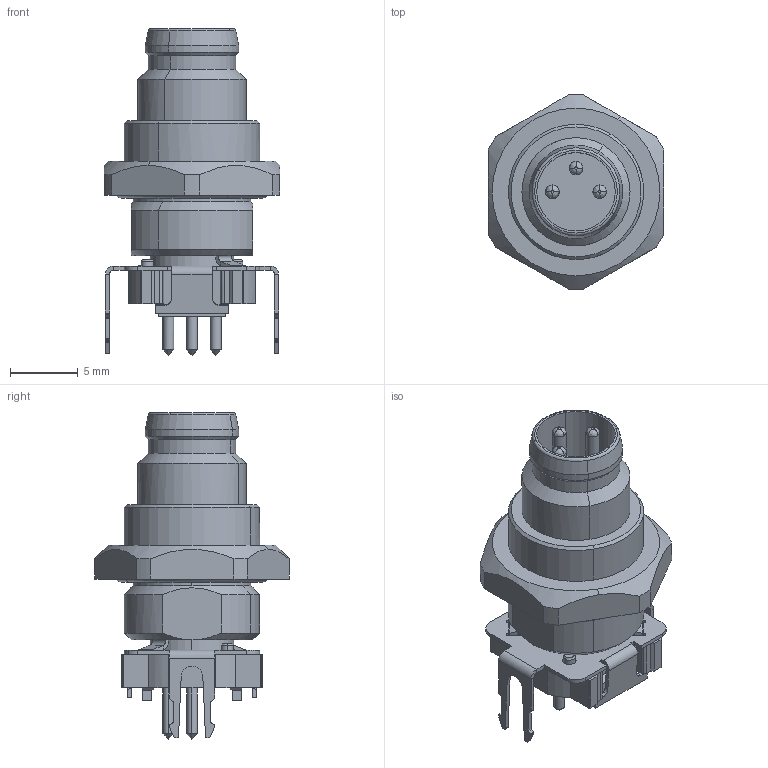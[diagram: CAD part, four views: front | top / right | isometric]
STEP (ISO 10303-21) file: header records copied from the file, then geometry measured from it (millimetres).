
FILE_DESCRIPTION(('CATIA V5R24 STEP','CAx-IF Rec.Pracs.--- Model Styling and Organization---1.2---2011-12-15'),'2;1');
FILE_NAME ('D1461889_0_2423430000_2423430000.stp','2017-08-29T12:17:45+00:00',('none'),('Weidmueller'),'CATIA Version 5-6 Release 2014 SP4 HF52','CATIA V5 STEP AP214','none');
FILE_SCHEMA(('AUTOMOTIVE_DESIGN { 1 0 10303 214 1 1 1 1 }'));
Length unit declared in the file: millimetre
Products named in the file (1): 2423430000
Bounding box: 13 x 14.39 x 24.15 mm (x, y, z)
Volume: 1318.8 mm3; surface area: 2073.3 mm2
Topology: 3 solids, 3 shells, 413 faces, 1107 edges, 706 vertices
Faces by surface type: plane 195, cylinder 174, cone 26, bspline 12, torus 6
Entity records: 13336 total; most frequent: CARTESIAN_POINT 3502, ORIENTED_EDGE 2202, DIRECTION 1710, EDGE_CURVE 1101, VERTEX_POINT 706, VECTOR 665, LINE 665, AXIS2_PLACEMENT_3D 661
